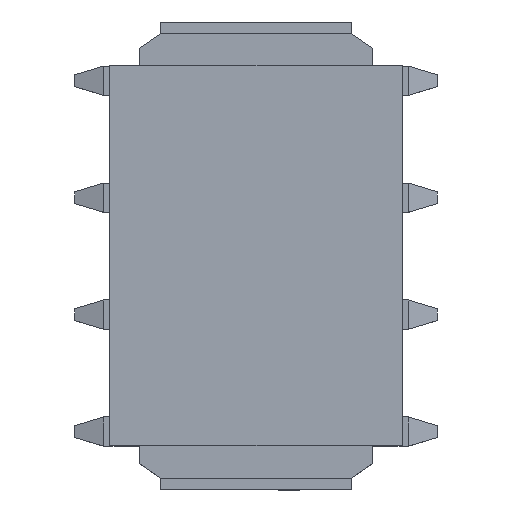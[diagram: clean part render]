
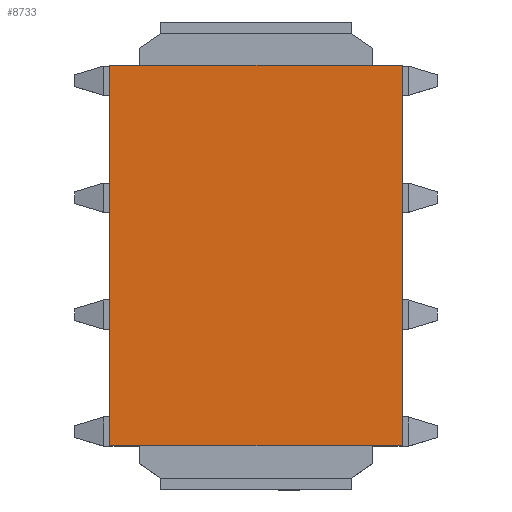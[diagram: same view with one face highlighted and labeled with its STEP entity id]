
A CAD part, top view. The second image highlights one B-rep face of the part: STEP entity #8733.
In plain terms, the highlighted planar face has unit normal (0, 0, 1).
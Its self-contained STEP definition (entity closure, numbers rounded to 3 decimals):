
#1741=ORIENTED_EDGE('',*,*,#2470,.T.);
#1742=ORIENTED_EDGE('',*,*,#2737,.F.);
#1743=ORIENTED_EDGE('',*,*,#2557,.F.);
#1744=ORIENTED_EDGE('',*,*,#2738,.T.);
#2470=EDGE_CURVE('',#3153,#3152,#3877,.T.);
#2557=EDGE_CURVE('',#3227,#3228,#3960,.T.);
#2737=EDGE_CURVE('',#3228,#3152,#4139,.T.);
#2738=EDGE_CURVE('',#3227,#3153,#4140,.T.);
#3152=VERTEX_POINT('',#11963);
#3153=VERTEX_POINT('',#11965);
#3227=VERTEX_POINT('',#12135);
#3228=VERTEX_POINT('',#12137);
#3877=LINE('',#11964,#4735);
#3960=LINE('',#12136,#4818);
#4139=LINE('',#12471,#4997);
#4140=LINE('',#12472,#4998);
#4735=VECTOR('',#10228,1000.);
#4818=VECTOR('',#10339,1000.);
#4997=VECTOR('',#10660,1000.);
#4998=VECTOR('',#10661,1000.);
#5360=EDGE_LOOP('',(#1741,#1742,#1743,#1744));
#5724=FACE_BOUND('',#5360,.T.);
#6041=PLANE('',#9114);
#8733=ADVANCED_FACE('',(#5724),#6041,.F.);
#9114=AXIS2_PLACEMENT_3D('',#12470,#10658,#10659);
#10228=DIRECTION('',(0.,-1.,0.));
#10339=DIRECTION('',(0.,-1.,0.));
#10658=DIRECTION('',(0.,0.,-1.));
#10659=DIRECTION('',(0.,-1.,0.));
#10660=DIRECTION('',(-1.,0.,0.));
#10661=DIRECTION('',(-1.,0.,0.));
#11963=CARTESIAN_POINT('',(-3.25,-2.5,6.));
#11964=CARTESIAN_POINT('',(-3.25,2.5,6.));
#11965=CARTESIAN_POINT('',(-3.25,2.5,6.));
#12135=CARTESIAN_POINT('',(3.25,2.5,6.));
#12136=CARTESIAN_POINT('',(3.25,2.5,6.));
#12137=CARTESIAN_POINT('',(3.25,-2.5,6.));
#12470=CARTESIAN_POINT('',(3.25,2.5,6.));
#12471=CARTESIAN_POINT('',(3.25,-2.5,6.));
#12472=CARTESIAN_POINT('',(3.25,2.5,6.));
